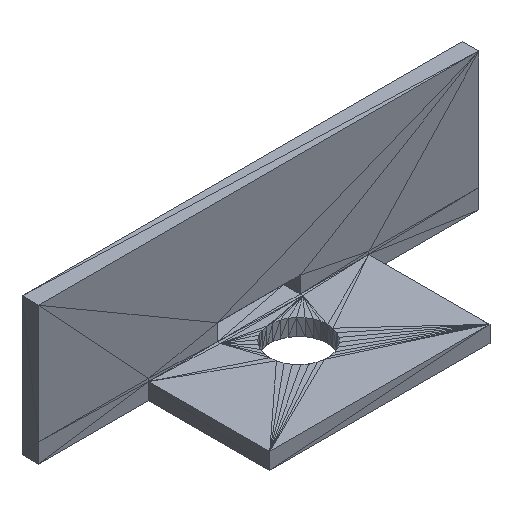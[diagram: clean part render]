
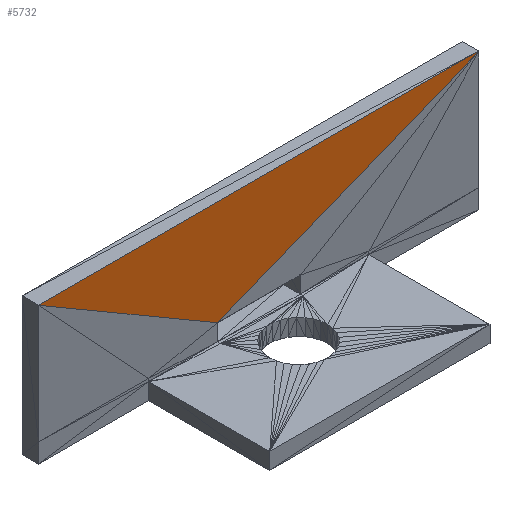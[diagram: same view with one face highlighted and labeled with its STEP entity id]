
A CAD part, isometric view. The second image highlights one B-rep face of the part: STEP entity #5732.
In plain terms, the highlighted planar face has unit normal (0, -1, 0).
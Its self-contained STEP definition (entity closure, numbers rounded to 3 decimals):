
#312 = VERTEX_POINT('',#313);
#313 = CARTESIAN_POINT('',(160.,44.,50.));
#2944 = VERTEX_POINT('',#2945);
#2945 = CARTESIAN_POINT('',(0.,44.,50.));
#2959 = PLANE('',#2960);
#2960 = AXIS2_PLACEMENT_3D('',#2961,#2962,#2963);
#2961 = CARTESIAN_POINT('',(78.528,45.528,50.));
#2962 = DIRECTION('',(0.,0.,1.));
#2963 = DIRECTION('',(1.,0.,-0.));
#5706 = EDGE_CURVE('',#2944,#312,#5707,.T.);
#5707 = SURFACE_CURVE('',#5708,(#5712,#5719),.PCURVE_S1.);
#5708 = LINE('',#5709,#5710);
#5709 = CARTESIAN_POINT('',(0.,44.,50.));
#5710 = VECTOR('',#5711,1.);
#5711 = DIRECTION('',(1.,0.,0.));
#5712 = PCURVE('',#2959,#5713);
#5713 = DEFINITIONAL_REPRESENTATION('',(#5714),#5718);
#5714 = LINE('',#5715,#5716);
#5715 = CARTESIAN_POINT('',(-78.528,-1.528));
#5716 = VECTOR('',#5717,1.);
#5717 = DIRECTION('',(1.,0.));
#5718 = ( GEOMETRIC_REPRESENTATION_CONTEXT(2) 
PARAMETRIC_REPRESENTATION_CONTEXT() REPRESENTATION_CONTEXT('2D SPACE',''
  ) );
#5719 = PCURVE('',#5720,#5725);
#5720 = PLANE('',#5721);
#5721 = AXIS2_PLACEMENT_3D('',#5722,#5723,#5724);
#5722 = CARTESIAN_POINT('',(79.256,44.,40.004));
#5723 = DIRECTION('',(-0.,-1.,-0.));
#5724 = DIRECTION('',(0.,0.,-1.));
#5725 = DEFINITIONAL_REPRESENTATION('',(#5726),#5729);
#5726 = B_SPLINE_CURVE_WITH_KNOTS('',1,(#5727,#5728),.UNSPECIFIED.,.F.,
  .F.,(2,2),(0.,160.),.PIECEWISE_BEZIER_KNOTS.);
#5727 = CARTESIAN_POINT('',(-9.996,-79.256));
#5728 = CARTESIAN_POINT('',(-9.996,80.744));
#5729 = ( GEOMETRIC_REPRESENTATION_CONTEXT(2) 
PARAMETRIC_REPRESENTATION_CONTEXT() REPRESENTATION_CONTEXT('2D SPACE',''
  ) );
#5732 = ADVANCED_FACE('',(#5733),#5720,.T.);
#5733 = FACE_BOUND('',#5734,.T.);
#5734 = EDGE_LOOP('',(#5735,#5736,#5763));
#5735 = ORIENTED_EDGE('',*,*,#5706,.F.);
#5736 = ORIENTED_EDGE('',*,*,#5737,.T.);
#5737 = EDGE_CURVE('',#2944,#5738,#5740,.T.);
#5738 = VERTEX_POINT('',#5739);
#5739 = CARTESIAN_POINT('',(65.,44.,12.));
#5740 = SURFACE_CURVE('',#5741,(#5745,#5752),.PCURVE_S1.);
#5741 = LINE('',#5742,#5743);
#5742 = CARTESIAN_POINT('',(0.,44.,50.));
#5743 = VECTOR('',#5744,1.);
#5744 = DIRECTION('',(0.863,0.,-0.505));
#5745 = PCURVE('',#5720,#5746);
#5746 = DEFINITIONAL_REPRESENTATION('',(#5747),#5751);
#5747 = LINE('',#5748,#5749);
#5748 = CARTESIAN_POINT('',(-9.996,-79.256));
#5749 = VECTOR('',#5750,1.);
#5750 = DIRECTION('',(0.505,0.863));
#5751 = ( GEOMETRIC_REPRESENTATION_CONTEXT(2) 
PARAMETRIC_REPRESENTATION_CONTEXT() REPRESENTATION_CONTEXT('2D SPACE',''
  ) );
#5752 = PCURVE('',#5753,#5758);
#5753 = PLANE('',#5754);
#5754 = AXIS2_PLACEMENT_3D('',#5755,#5756,#5757);
#5755 = CARTESIAN_POINT('',(31.094,44.,26.643));
#5756 = DIRECTION('',(0.,-1.,0.));
#5757 = DIRECTION('',(0.,0.,-1.));
#5758 = DEFINITIONAL_REPRESENTATION('',(#5759),#5762);
#5759 = B_SPLINE_CURVE_WITH_KNOTS('',1,(#5760,#5761),.UNSPECIFIED.,.F.,
  .F.,(2,2),(0.,75.293),.PIECEWISE_BEZIER_KNOTS.);
#5760 = CARTESIAN_POINT('',(-23.357,-31.094));
#5761 = CARTESIAN_POINT('',(14.643,33.906));
#5762 = ( GEOMETRIC_REPRESENTATION_CONTEXT(2) 
PARAMETRIC_REPRESENTATION_CONTEXT() REPRESENTATION_CONTEXT('2D SPACE',''
  ) );
#5763 = ORIENTED_EDGE('',*,*,#5764,.T.);
#5764 = EDGE_CURVE('',#5738,#312,#5765,.T.);
#5765 = SURFACE_CURVE('',#5766,(#5770,#5777),.PCURVE_S1.);
#5766 = LINE('',#5767,#5768);
#5767 = CARTESIAN_POINT('',(65.,44.,12.));
#5768 = VECTOR('',#5769,1.);
#5769 = DIRECTION('',(0.928,0.,0.371));
#5770 = PCURVE('',#5720,#5771);
#5771 = DEFINITIONAL_REPRESENTATION('',(#5772),#5776);
#5772 = LINE('',#5773,#5774);
#5773 = CARTESIAN_POINT('',(28.004,-14.256));
#5774 = VECTOR('',#5775,1.);
#5775 = DIRECTION('',(-0.371,0.928));
#5776 = ( GEOMETRIC_REPRESENTATION_CONTEXT(2) 
PARAMETRIC_REPRESENTATION_CONTEXT() REPRESENTATION_CONTEXT('2D SPACE',''
  ) );
#5777 = PCURVE('',#5778,#5783);
#5778 = PLANE('',#5779);
#5779 = AXIS2_PLACEMENT_3D('',#5780,#5781,#5782);
#5780 = CARTESIAN_POINT('',(113.244,44.,28.254));
#5781 = DIRECTION('',(-0.,-1.,-0.));
#5782 = DIRECTION('',(0.,0.,-1.));
#5783 = DEFINITIONAL_REPRESENTATION('',(#5784),#5787);
#5784 = B_SPLINE_CURVE_WITH_KNOTS('',1,(#5785,#5786),.UNSPECIFIED.,.F.,
  .F.,(2,2),(0.,102.318),.PIECEWISE_BEZIER_KNOTS.);
#5785 = CARTESIAN_POINT('',(16.254,-48.244));
#5786 = CARTESIAN_POINT('',(-21.746,46.756));
#5787 = ( GEOMETRIC_REPRESENTATION_CONTEXT(2) 
PARAMETRIC_REPRESENTATION_CONTEXT() REPRESENTATION_CONTEXT('2D SPACE',''
  ) );
